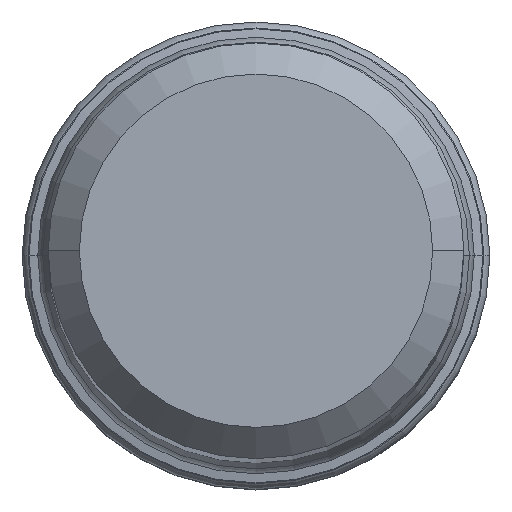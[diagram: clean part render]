
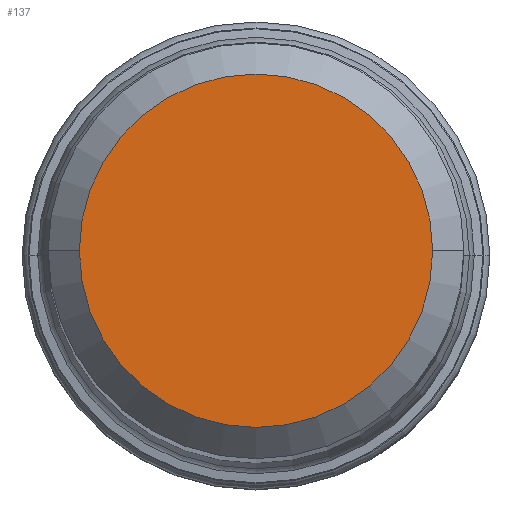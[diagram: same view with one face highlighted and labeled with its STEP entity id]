
A CAD part, top view. The second image highlights one B-rep face of the part: STEP entity #137.
In plain terms, the highlighted planar face has unit normal (0, 0, 1).
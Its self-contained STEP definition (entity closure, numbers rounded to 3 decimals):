
#84=PLANE('',#1191);
#137=ADVANCED_FACE('',(#201),#84,.F.);
#201=FACE_OUTER_BOUND('',#259,.T.);
#259=EDGE_LOOP('',(#435,#436,#437,#438));
#435=ORIENTED_EDGE('',*,*,#719,.F.);
#436=ORIENTED_EDGE('',*,*,#718,.F.);
#437=ORIENTED_EDGE('',*,*,#720,.F.);
#438=ORIENTED_EDGE('',*,*,#721,.F.);
#611=VERTEX_POINT('',#1886);
#612=VERTEX_POINT('',#1888);
#613=VERTEX_POINT('',#1890);
#614=VERTEX_POINT('',#1894);
#718=EDGE_CURVE('',#612,#613,#890,.T.);
#719=EDGE_CURVE('',#613,#611,#891,.T.);
#720=EDGE_CURVE('',#614,#612,#892,.T.);
#721=EDGE_CURVE('',#611,#614,#893,.T.);
#890=CIRCLE('',#1186,6.8);
#891=CIRCLE('',#1187,6.8);
#892=CIRCLE('',#1189,6.8);
#893=CIRCLE('',#1190,6.8);
#1186=AXIS2_PLACEMENT_3D('',#1889,#1453,#1454);
#1187=AXIS2_PLACEMENT_3D('',#1891,#1455,#1456);
#1189=AXIS2_PLACEMENT_3D('',#1893,#1459,#1460);
#1190=AXIS2_PLACEMENT_3D('',#1895,#1461,#1462);
#1191=AXIS2_PLACEMENT_3D('',#1896,#1463,#1464);
#1453=DIRECTION('',(0.,0.,-1.));
#1454=DIRECTION('',(-1.,0.,0.));
#1455=DIRECTION('',(0.,0.,-1.));
#1456=DIRECTION('',(0.,1.,0.));
#1459=DIRECTION('',(0.,0.,-1.));
#1460=DIRECTION('',(0.,-1.,0.));
#1461=DIRECTION('',(0.,0.,-1.));
#1462=DIRECTION('',(1.,0.,0.));
#1463=DIRECTION('',(0.,0.,-1.));
#1464=DIRECTION('',(-1.,0.,0.));
#1886=CARTESIAN_POINT('',(6.8,0.,0.));
#1888=CARTESIAN_POINT('',(-6.8,0.,0.));
#1889=CARTESIAN_POINT('',(0.,0.,0.));
#1890=CARTESIAN_POINT('',(0.,6.8,0.));
#1891=CARTESIAN_POINT('',(0.,0.,0.));
#1893=CARTESIAN_POINT('',(0.,0.,0.));
#1894=CARTESIAN_POINT('',(0.,-6.8,0.));
#1895=CARTESIAN_POINT('',(0.,0.,0.));
#1896=CARTESIAN_POINT('',(0.,0.,0.));
